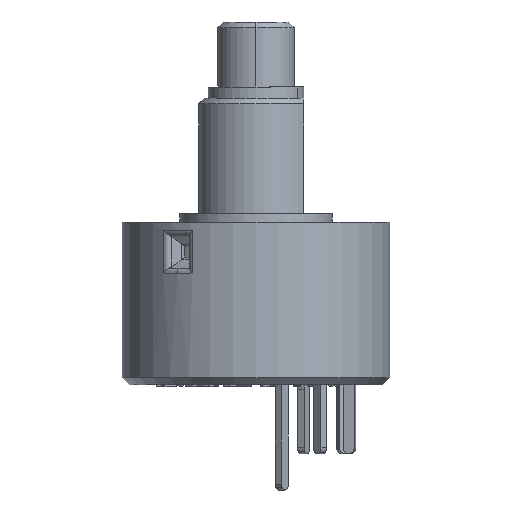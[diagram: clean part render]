
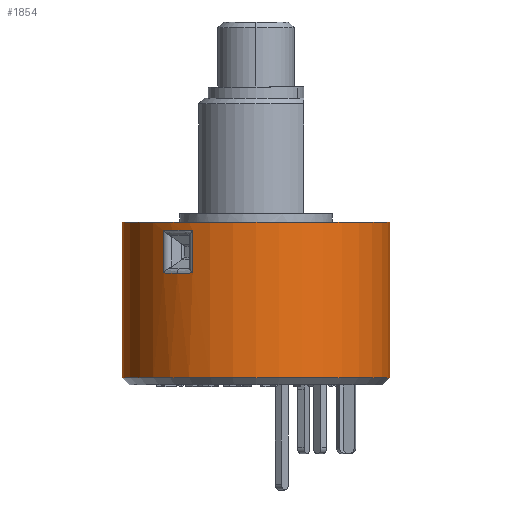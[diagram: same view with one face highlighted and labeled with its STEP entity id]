
A CAD part, left-side view. The second image highlights one B-rep face of the part: STEP entity #1854.
In plain terms, the highlighted cylindrical face has radius 7 mm (diameter 14 mm), a partial arc.
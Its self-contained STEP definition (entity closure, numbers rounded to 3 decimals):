
#123 = CARTESIAN_POINT ( 'NONE',  ( 0., 7., -8.574 ) ) ;
#218 = EDGE_LOOP ( 'NONE', ( #1620, #13802, #2132, #10691, #4958 ) ) ;
#548 = ORIENTED_EDGE ( 'NONE', *, *, #10633, .T. ) ;
#569 = CARTESIAN_POINT ( 'NONE',  ( -6.163, 3.319, -3.094 ) ) ;
#824 = CARTESIAN_POINT ( 'NONE',  ( 0., -7., -0.45 ) ) ;
#961 = AXIS2_PLACEMENT_3D ( 'NONE', #7556, #1473, #1625 ) ;
#1096 = FACE_OUTER_BOUND ( 'NONE', #11527, .T. ) ;
#1473 = DIRECTION ( 'NONE',  ( 0., 0., 1. ) ) ;
#1540 = CIRCLE ( 'NONE', #961, 7. ) ;
#1614 = DIRECTION ( 'NONE',  ( 0., 0., -1. ) ) ;
#1620 = ORIENTED_EDGE ( 'NONE', *, *, #12434, .T. ) ;
#1625 = DIRECTION ( 'NONE',  ( 0., -1., 0. ) ) ;
#1827 = CARTESIAN_POINT ( 'NONE',  ( -5.479, 4.368, -3.129 ) ) ;
#1854 = ADVANCED_FACE ( 'NONE', ( #1096, #13473 ), #12716, .T. ) ;
#2069 = LINE ( 'NONE', #3418, #4104 ) ;
#2132 = ORIENTED_EDGE ( 'NONE', *, *, #15080, .T. ) ;
#2209 = DIRECTION ( 'NONE',  ( 0., 0., -1. ) ) ;
#2398 = CARTESIAN_POINT ( 'NONE',  ( -5.061, 4.836, -0.888 ) ) ;
#2467 =( BOUNDED_CURVE ( )  B_SPLINE_CURVE ( 3, ( #5308, #1827, #9914, #10109 ),
 .UNSPECIFIED., .F., .F. ) 
 B_SPLINE_CURVE_WITH_KNOTS ( ( 4, 4 ),
 ( 0., 0.134 ),
 .UNSPECIFIED. ) 
 CURVE ( )  GEOMETRIC_REPRESENTATION_ITEM ( )  RATIONAL_B_SPLINE_CURVE ( ( 1., 0.998, 0.998, 1. ) ) 
 REPRESENTATION_ITEM ( '' )  );
#2469 = CARTESIAN_POINT ( 'NONE',  ( 0., 0., -0.45 ) ) ;
#2611 = CARTESIAN_POINT ( 'NONE',  ( -5.061, 4.836, -0.888 ) ) ;
#2844 = CARTESIAN_POINT ( 'NONE',  ( -6.163, 3.319, -0.45 ) ) ;
#3252 = EDGE_CURVE ( 'NONE', #5637, #7502, #12263, .T. ) ;
#3307 = CARTESIAN_POINT ( 'NONE',  ( 0., -7., -8.574 ) ) ;
#3314 = CARTESIAN_POINT ( 'NONE',  ( -5.848, 3.861, -3.129 ) ) ;
#3418 = CARTESIAN_POINT ( 'NONE',  ( 0., -7., -0.45 ) ) ;
#3474 = CARTESIAN_POINT ( 'NONE',  ( -5.865, 3.872, -0.841 ) ) ;
#3554 = DIRECTION ( 'NONE',  ( 0., 0., -1. ) ) ;
#3602 = DIRECTION ( 'NONE',  ( 0., 0., 1. ) ) ;
#3944 =( BOUNDED_CURVE ( )  B_SPLINE_CURVE ( 3, ( #7807, #15245, #3314, #8148 ),
 .UNSPECIFIED., .F., .F. ) 
 B_SPLINE_CURVE_WITH_KNOTS ( ( 4, 4 ),
 ( 6.149, 6.283 ),
 .UNSPECIFIED. ) 
 CURVE ( )  GEOMETRIC_REPRESENTATION_ITEM ( )  RATIONAL_B_SPLINE_CURVE ( ( 1., 0.998, 0.998, 1. ) ) 
 REPRESENTATION_ITEM ( '' )  );
#4104 = VECTOR ( 'NONE', #9444, 1000. ) ;
#4361 = CARTESIAN_POINT ( 'NONE',  ( 0., 7., -0.45 ) ) ;
#4958 = ORIENTED_EDGE ( 'NONE', *, *, #3252, .T. ) ;
#5014 = VERTEX_POINT ( 'NONE', #3307 ) ;
#5128 = VERTEX_POINT ( 'NONE', #10810 ) ;
#5308 = CARTESIAN_POINT ( 'NONE',  ( -5.663, 4.114, -3.129 ) ) ;
#5406 = ORIENTED_EDGE ( 'NONE', *, *, #11490, .T. ) ;
#5608 = DIRECTION ( 'NONE',  ( 0., 1., 0. ) ) ;
#5637 = VERTEX_POINT ( 'NONE', #14700 ) ;
#6965 = CIRCLE ( 'NONE', #12290, 7. ) ;
#7067 = EDGE_CURVE ( 'NONE', #8902, #8075, #2467, .T. ) ;
#7100 = DIRECTION ( 'NONE',  ( 0., -1., 0. ) ) ;
#7210 =( BOUNDED_CURVE ( )  B_SPLINE_CURVE ( 3, ( #2398, #10667, #3474, #14124 ),
 .UNSPECIFIED., .F., .T. ) 
 B_SPLINE_CURVE_WITH_KNOTS ( ( 4, 4 ),
 ( 3.007, 3.276 ),
 .UNSPECIFIED. ) 
 CURVE ( )  GEOMETRIC_REPRESENTATION_ITEM ( )  RATIONAL_B_SPLINE_CURVE ( ( 1., 0.994, 0.994, 1. ) ) 
 REPRESENTATION_ITEM ( '' )  );
#7339 = DIRECTION ( 'NONE',  ( 0., 0., 1. ) ) ;
#7352 = LINE ( 'NONE', #4361, #13405 ) ;
#7368 = VERTEX_POINT ( 'NONE', #2611 ) ;
#7502 = VERTEX_POINT ( 'NONE', #569 ) ;
#7556 = CARTESIAN_POINT ( 'NONE',  ( 0., 0., -8.574 ) ) ;
#7766 = AXIS2_PLACEMENT_3D ( 'NONE', #9474, #3554, #5608 ) ;
#7807 = CARTESIAN_POINT ( 'NONE',  ( -6.163, 3.319, -3.094 ) ) ;
#7877 = EDGE_CURVE ( 'NONE', #11607, #5014, #2069, .T. ) ;
#8075 = VERTEX_POINT ( 'NONE', #9267 ) ;
#8148 = CARTESIAN_POINT ( 'NONE',  ( -5.663, 4.114, -3.129 ) ) ;
#8541 = EDGE_CURVE ( 'NONE', #5128, #11607, #6965, .T. ) ;
#8902 = VERTEX_POINT ( 'NONE', #9089 ) ;
#9089 = CARTESIAN_POINT ( 'NONE',  ( -5.663, 4.114, -3.129 ) ) ;
#9267 = CARTESIAN_POINT ( 'NONE',  ( -5.061, 4.836, -3.094 ) ) ;
#9444 = DIRECTION ( 'NONE',  ( 0., 0., -1. ) ) ;
#9474 = CARTESIAN_POINT ( 'NONE',  ( 0., 0., -0.45 ) ) ;
#9914 = CARTESIAN_POINT ( 'NONE',  ( -5.278, 4.609, -3.117 ) ) ;
#10109 = CARTESIAN_POINT ( 'NONE',  ( -5.061, 4.836, -3.094 ) ) ;
#10633 = EDGE_CURVE ( 'NONE', #5128, #13409, #7352, .T. ) ;
#10667 = CARTESIAN_POINT ( 'NONE',  ( -5.495, 4.381, -0.841 ) ) ;
#10691 = ORIENTED_EDGE ( 'NONE', *, *, #12983, .T. ) ;
#10779 = CARTESIAN_POINT ( 'NONE',  ( -5.061, 4.836, -0.45 ) ) ;
#10810 = CARTESIAN_POINT ( 'NONE',  ( 0., 7., -0.45 ) ) ;
#11490 = EDGE_CURVE ( 'NONE', #13409, #5014, #1540, .T. ) ;
#11527 = EDGE_LOOP ( 'NONE', ( #13440, #14377, #548, #5406 ) ) ;
#11607 = VERTEX_POINT ( 'NONE', #824 ) ;
#12003 = VECTOR ( 'NONE', #7339, 1000. ) ;
#12263 = LINE ( 'NONE', #2844, #13004 ) ;
#12290 = AXIS2_PLACEMENT_3D ( 'NONE', #2469, #3602, #7100 ) ;
#12434 = EDGE_CURVE ( 'NONE', #7502, #8902, #3944, .T. ) ;
#12716 = CYLINDRICAL_SURFACE ( 'NONE', #7766, 7. ) ;
#12983 = EDGE_CURVE ( 'NONE', #7368, #5637, #7210, .T. ) ;
#13004 = VECTOR ( 'NONE', #1614, 1000. ) ;
#13405 = VECTOR ( 'NONE', #2209, 1000. ) ;
#13409 = VERTEX_POINT ( 'NONE', #123 ) ;
#13440 = ORIENTED_EDGE ( 'NONE', *, *, #7877, .F. ) ;
#13473 = FACE_BOUND ( 'NONE', #218, .T. ) ;
#13475 = LINE ( 'NONE', #10779, #12003 ) ;
#13802 = ORIENTED_EDGE ( 'NONE', *, *, #7067, .T. ) ;
#14124 = CARTESIAN_POINT ( 'NONE',  ( -6.163, 3.319, -0.888 ) ) ;
#14377 = ORIENTED_EDGE ( 'NONE', *, *, #8541, .F. ) ;
#14700 = CARTESIAN_POINT ( 'NONE',  ( -6.163, 3.319, -0.888 ) ) ;
#15080 = EDGE_CURVE ( 'NONE', #8075, #7368, #13475, .T. ) ;
#15245 = CARTESIAN_POINT ( 'NONE',  ( -6.015, 3.595, -3.117 ) ) ;
